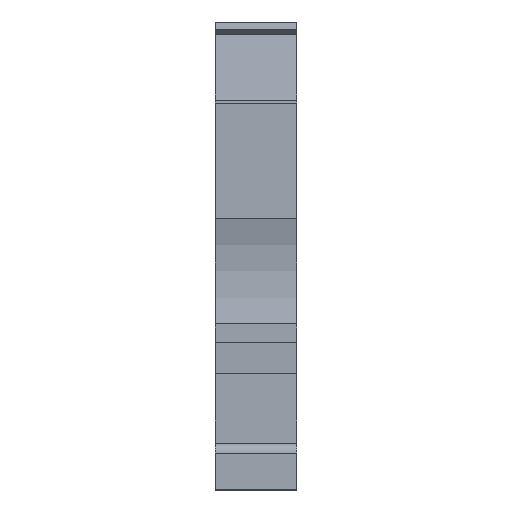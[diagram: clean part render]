
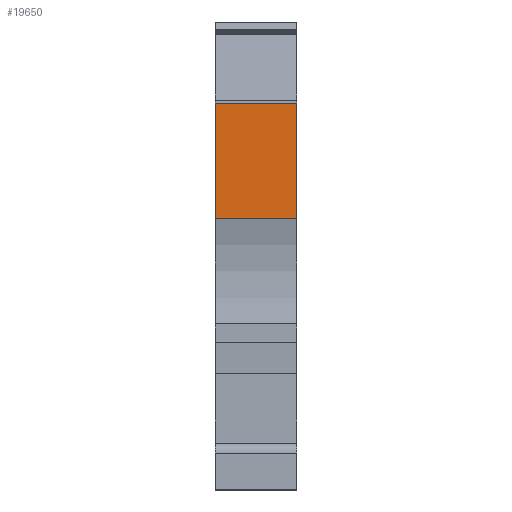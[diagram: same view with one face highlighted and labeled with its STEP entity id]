
A CAD part, front view. The second image highlights one B-rep face of the part: STEP entity #19650.
In plain terms, the highlighted face is planar.
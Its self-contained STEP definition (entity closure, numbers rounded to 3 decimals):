
#3760=CARTESIAN_POINT('',(8.291,2.667,
54.57));
#3770=VERTEX_POINT('',#3760);
#3800=CARTESIAN_POINT('',(8.291,17.259,
54.57));
#3810=DIRECTION('',(0.,-1.,0.));
#3820=VECTOR('',#3810,1.);
#3830=LINE('',#3800,#3820);
#3840=CARTESIAN_POINT('',(8.291,12.529,
54.57));
#3850=VERTEX_POINT('',#3840);
#3860=EDGE_CURVE('',#3850,#3770,#3830,.T.);
#19350=CARTESIAN_POINT('',(8.291,12.249,
47.57));
#19360=DIRECTION('',(1.,0.,0.));
#19370=DIRECTION('',(0.,1.,0.));
#19380=AXIS2_PLACEMENT_3D('',#19350,#19360,#19370);
#19390=PLANE('',#19380);
#19400=CARTESIAN_POINT('',(8.291,2.667,
47.57));
#19410=DIRECTION('',(0.,0.,1.));
#19420=VECTOR('',#19410,1.);
#19430=LINE('',#19400,#19420);
#19440=CARTESIAN_POINT('',(8.291,2.667,
47.57));
#19450=VERTEX_POINT('',#19440);
#19460=EDGE_CURVE('',#19450,#3770,#19430,.T.);
#19470=ORIENTED_EDGE('',*,*,#19460,.T.);
#19480=CARTESIAN_POINT('',(8.291,17.259,
47.57));
#19490=DIRECTION('',(0.,-1.,0.));
#19500=VECTOR('',#19490,1.);
#19510=LINE('',#19480,#19500);
#19520=CARTESIAN_POINT('',(8.291,12.529,
47.57));
#19530=VERTEX_POINT('',#19520);
#19540=EDGE_CURVE('',#19530,#19450,#19510,.T.);
#19550=ORIENTED_EDGE('',*,*,#19540,.T.);
#19560=CARTESIAN_POINT('',(8.291,12.529,
47.57));
#19570=DIRECTION('',(0.,0.,-1.));
#19580=VECTOR('',#19570,1.);
#19590=LINE('',#19560,#19580);
#19600=EDGE_CURVE('',#3850,#19530,#19590,.T.);
#19610=ORIENTED_EDGE('',*,*,#19600,.T.);
#19620=ORIENTED_EDGE('',*,*,#3860,.F.);
#19630=EDGE_LOOP('',(#19620,#19610,#19550,#19470));
#19640=FACE_OUTER_BOUND('',#19630,.T.);
#19650=ADVANCED_FACE('',(#19640),#19390,.F.);
